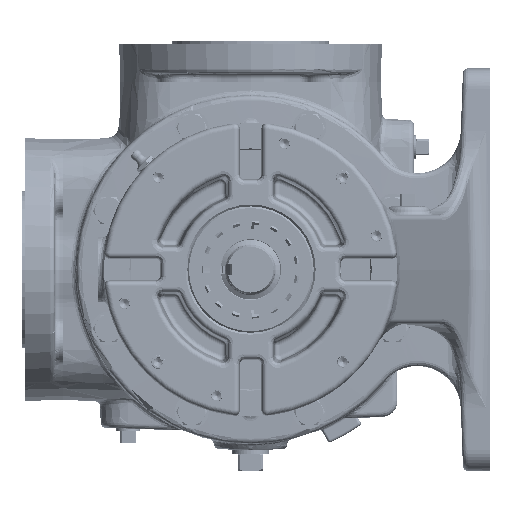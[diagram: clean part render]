
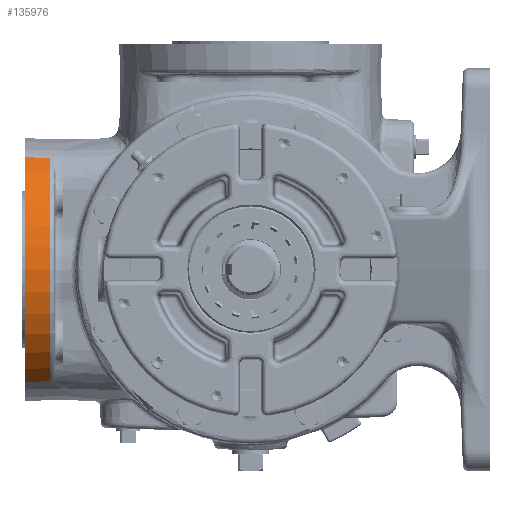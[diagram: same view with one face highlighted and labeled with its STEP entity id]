
A CAD part, left-side view. The second image highlights one B-rep face of the part: STEP entity #135976.
In plain terms, the highlighted conical face has half-angle 2 degrees and reference radius 76.466 mm.
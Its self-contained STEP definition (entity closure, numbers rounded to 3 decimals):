
#19890 = EDGE_CURVE ( 'NONE', #343829, #103116, #92791, .T. ) ;
#47881 = CARTESIAN_POINT ( 'NONE',  ( 31.778, 131.826, -65.562 ) ) ;
#56684 = VERTEX_POINT ( 'NONE', #216541 ) ;
#68454 = CARTESIAN_POINT ( 'NONE',  ( 31.877, 126.965, 65.423 ) ) ;
#68655 = ORIENTED_EDGE ( 'NONE', *, *, #84734, .F. ) ;
#82004 = CARTESIAN_POINT ( 'NONE',  ( 31.877, 126.965, -65.423 ) ) ;
#84734 = EDGE_CURVE ( 'NONE', #343829, #393740, #259987, .T. ) ;
#85188 = CARTESIAN_POINT ( 'NONE',  ( 70.612, 131.826, 0. ) ) ;
#92791 = B_SPLINE_CURVE_WITH_KNOTS ( 'NONE', 3,
 ( #47881, #82004, #291135, #108222 ),
 .UNSPECIFIED., .F., .F.,
 ( 4, 4 ),
 ( 0.008, 0.022 ),
 .UNSPECIFIED. ) ;
#95463 = CARTESIAN_POINT ( 'NONE',  ( 31.778, 131.826, 65.562 ) ) ;
#96617 = CARTESIAN_POINT ( 'NONE',  ( 31.977, 122.103, 65.285 ) ) ;
#99608 = AXIS2_PLACEMENT_3D ( 'NONE', #85188, #171770, #232061 ) ;
#103116 = VERTEX_POINT ( 'NONE', #200495 ) ;
#108107 = DIRECTION ( 'NONE',  ( 0., 1., 0. ) ) ;
#108222 = CARTESIAN_POINT ( 'NONE',  ( 32.077, 117.242, -65.147 ) ) ;
#117669 = DIRECTION ( 'NONE',  ( 0., 1., 0. ) ) ;
#118434 = CIRCLE ( 'NONE', #265892, 75.691 ) ;
#125491 = ORIENTED_EDGE ( 'NONE', *, *, #19890, .T. ) ;
#128766 = CARTESIAN_POINT ( 'NONE',  ( 31.778, 131.826, 65.562 ) ) ;
#135976 = ADVANCED_FACE ( 'Defeatured_0_4536', ( #375397 ), #384107, .T. ) ;
#147850 = CARTESIAN_POINT ( 'NONE',  ( 70.612, 117.242, 0. ) ) ;
#162034 = ORIENTED_EDGE ( 'NONE', *, *, #259443, .T. ) ;
#171770 = DIRECTION ( 'NONE',  ( 0., 1., 0. ) ) ;
#184828 = ORIENTED_EDGE ( 'NONE', *, *, #276748, .T. ) ;
#200495 = CARTESIAN_POINT ( 'NONE',  ( 32.077, 117.242, -65.147 ) ) ;
#200673 = DIRECTION ( 'NONE',  ( 1., 0., 0. ) ) ;
#216541 = CARTESIAN_POINT ( 'NONE',  ( 32.077, 117.242, 65.147 ) ) ;
#219796 = EDGE_LOOP ( 'NONE', ( #68655, #125491, #162034, #184828 ) ) ;
#232061 = DIRECTION ( 'NONE',  ( 1., 0., 0. ) ) ;
#242855 = AXIS2_PLACEMENT_3D ( 'NONE', #345304, #108107, #200673 ) ;
#259443 = EDGE_CURVE ( 'NONE', #103116, #56684, #118434, .T. ) ;
#259987 = CIRCLE ( 'NONE', #99608, 76.2 ) ;
#265892 = AXIS2_PLACEMENT_3D ( 'NONE', #147850, #117669, #298594 ) ;
#276748 = EDGE_CURVE ( 'NONE', #56684, #393740, #335353, .T. ) ;
#291135 = CARTESIAN_POINT ( 'NONE',  ( 31.977, 122.103, -65.285 ) ) ;
#298594 = DIRECTION ( 'NONE',  ( -1., 0., 0. ) ) ;
#335353 = B_SPLINE_CURVE_WITH_KNOTS ( 'NONE', 3,
 ( #371804, #96617, #68454, #128766 ),
 .UNSPECIFIED., .F., .F.,
 ( 4, 4 ),
 ( 0., 0.015 ),
 .UNSPECIFIED. ) ;
#343829 = VERTEX_POINT ( 'NONE', #389089 ) ;
#345304 = CARTESIAN_POINT ( 'NONE',  ( 70.612, 139.446, 0. ) ) ;
#371804 = CARTESIAN_POINT ( 'NONE',  ( 32.077, 117.242, 65.147 ) ) ;
#375397 = FACE_OUTER_BOUND ( 'NONE', #219796, .T. ) ;
#384107 = CONICAL_SURFACE ( 'NONE', #242855, 76.466, 0.035 ) ;
#389089 = CARTESIAN_POINT ( 'NONE',  ( 31.778, 131.826, -65.562 ) ) ;
#393740 = VERTEX_POINT ( 'NONE', #95463 ) ;
